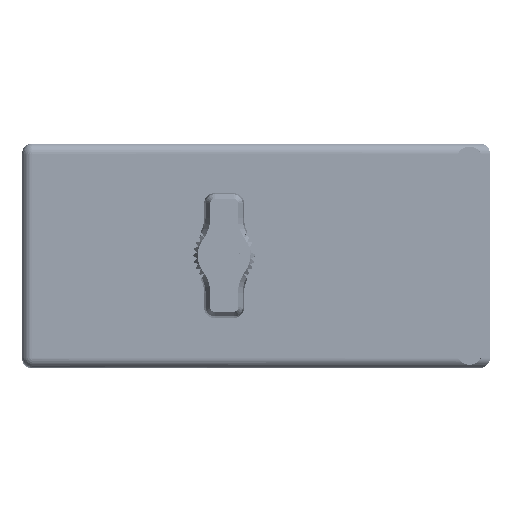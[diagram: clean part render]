
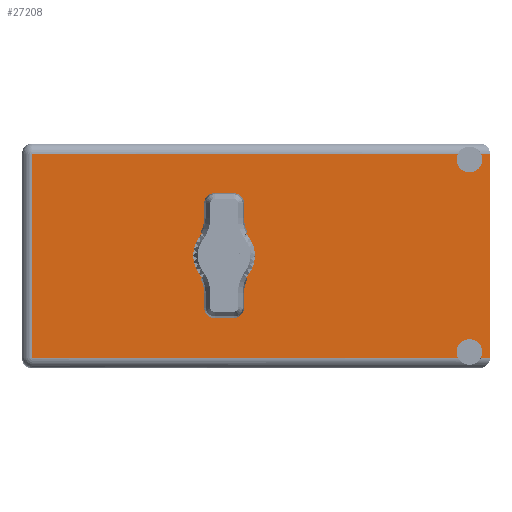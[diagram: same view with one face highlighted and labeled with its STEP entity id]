
A CAD part, top view. The second image highlights one B-rep face of the part: STEP entity #27208.
In plain terms, the highlighted face is planar.
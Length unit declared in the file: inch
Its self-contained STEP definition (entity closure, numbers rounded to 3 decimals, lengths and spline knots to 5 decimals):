
#2196 = EDGE_CURVE ( 'NONE', #9267, #93882, #11934, .T. ) ;
#2311 = VERTEX_POINT ( 'NONE', #105440 ) ;
#2467 = CARTESIAN_POINT ( 'NONE',  ( -1.3075, 1.93, -0.695 ) ) ;
#2560 = VECTOR ( 'NONE', #57762, 39.37008 ) ;
#2769 = CARTESIAN_POINT ( 'NONE',  ( 1.8125, 1.93, -0.695 ) ) ;
#4977 = DIRECTION ( 'NONE',  ( 0., 0., 1. ) ) ;
#5223 = CIRCLE ( 'NONE', #11121, 0.17 ) ;
#6428 = LINE ( 'NONE', #78004, #68085 ) ;
#6903 = DIRECTION ( 'NONE',  ( 0., 0., 1. ) ) ;
#7640 = VERTEX_POINT ( 'NONE', #99659 ) ;
#8189 = LINE ( 'NONE', #111237, #2560 ) ;
#9267 = VERTEX_POINT ( 'NONE', #13134 ) ;
#10394 = EDGE_CURVE ( 'NONE', #110974, #15366, #105168, .T. ) ;
#11121 = AXIS2_PLACEMENT_3D ( 'NONE', #55469, #54701, #28852 ) ;
#11246 = VERTEX_POINT ( 'NONE', #52996 ) ;
#11934 = CIRCLE ( 'NONE', #95023, 0.0875 ) ;
#12724 = ORIENTED_EDGE ( 'NONE', *, *, #109346, .F. ) ;
#12820 = EDGE_CURVE ( 'NONE', #55797, #23685, #66971, .T. ) ;
#13134 = CARTESIAN_POINT ( 'NONE',  ( 1.6725, 1.93, -0.5685 ) ) ;
#15366 = VERTEX_POINT ( 'NONE', #60136 ) ;
#19289 = EDGE_CURVE ( 'NONE', #7640, #43164, #85587, .T. ) ;
#20173 = CARTESIAN_POINT ( 'NONE',  ( 1.8125, 1.93, 0.695 ) ) ;
#20627 = CARTESIAN_POINT ( 'NONE',  ( -1.3775, 1.93, -0.695 ) ) ;
#22301 = DIRECTION ( 'NONE',  ( 0., 1., 0. ) ) ;
#23566 = AXIS2_PLACEMENT_3D ( 'NONE', #79649, #78508, #6903 ) ;
#23685 = VERTEX_POINT ( 'NONE', #35235 ) ;
#24450 = DIRECTION ( 'NONE',  ( 0., 0., 1. ) ) ;
#27208 = ADVANCED_FACE ( 'NONE', ( #109137, #88234 ), #112913, .T. ) ;
#28252 = EDGE_CURVE ( 'NONE', #110974, #11246, #68374, .T. ) ;
#28852 = DIRECTION ( 'NONE',  ( 0., 0., 1. ) ) ;
#29249 = DIRECTION ( 'NONE',  ( -1., 0., 0. ) ) ;
#29318 = VECTOR ( 'NONE', #29249, 39.37008 ) ;
#29447 = VERTEX_POINT ( 'NONE', #2769 ) ;
#30885 = AXIS2_PLACEMENT_3D ( 'NONE', #80118, #65262, #46870 ) ;
#32371 = VECTOR ( 'NONE', #56606, 39.37008 ) ;
#35235 = CARTESIAN_POINT ( 'NONE',  ( 0., 1.93, 0.17 ) ) ;
#36059 = CARTESIAN_POINT ( 'NONE',  ( 1.75083, 1.93, 0.695 ) ) ;
#36140 = EDGE_CURVE ( 'NONE', #15366, #43164, #85190, .T. ) ;
#38742 = ORIENTED_EDGE ( 'NONE', *, *, #114338, .T. ) ;
#38794 = CARTESIAN_POINT ( 'NONE',  ( 0., 1.93, -0.17 ) ) ;
#40993 = CARTESIAN_POINT ( 'NONE',  ( 1.6725, 1.93, -0.656 ) ) ;
#41616 = EDGE_LOOP ( 'NONE', ( #84644, #44651, #99675, #85123, #99187, #103969, #61340, #103084, #38742, #47510 ) ) ;
#43164 = VERTEX_POINT ( 'NONE', #74969 ) ;
#44651 = ORIENTED_EDGE ( 'NONE', *, *, #36140, .F. ) ;
#46870 = DIRECTION ( 'NONE',  ( 0., 0., 1. ) ) ;
#47510 = ORIENTED_EDGE ( 'NONE', *, *, #99296, .T. ) ;
#48856 = CARTESIAN_POINT ( 'NONE',  ( 1.6725, 1.93, 0.656 ) ) ;
#50053 = DIRECTION ( 'NONE',  ( 0., 0., 1. ) ) ;
#52996 = CARTESIAN_POINT ( 'NONE',  ( 1.8125, 1.93, 0.695 ) ) ;
#54701 = DIRECTION ( 'NONE',  ( 0., 1., 0. ) ) ;
#55469 = CARTESIAN_POINT ( 'NONE',  ( 0., 1.93, 0. ) ) ;
#55797 = VERTEX_POINT ( 'NONE', #38794 ) ;
#55957 = LINE ( 'NONE', #20627, #29318 ) ;
#56606 = DIRECTION ( 'NONE',  ( 1., 0., 0. ) ) ;
#57290 = VECTOR ( 'NONE', #61835, 39.37008 ) ;
#57762 = DIRECTION ( 'NONE',  ( -1., 0., 0. ) ) ;
#60136 = CARTESIAN_POINT ( 'NONE',  ( 1.6725, 1.93, 0.5685 ) ) ;
#61340 = ORIENTED_EDGE ( 'NONE', *, *, #2196, .F. ) ;
#61835 = DIRECTION ( 'NONE',  ( 1., 0., 0. ) ) ;
#65262 = DIRECTION ( 'NONE',  ( 0., 1., 0. ) ) ;
#66971 = CIRCLE ( 'NONE', #30885, 0.17 ) ;
#68085 = VECTOR ( 'NONE', #24450, 39.37008 ) ;
#68374 = LINE ( 'NONE', #79025, #57290 ) ;
#69242 = CARTESIAN_POINT ( 'NONE',  ( 1.75083, 1.93, -0.695 ) ) ;
#69492 = DIRECTION ( 'NONE',  ( 0., 0., 1. ) ) ;
#73752 = EDGE_CURVE ( 'NONE', #29447, #93882, #55957, .T. ) ;
#73958 = ORIENTED_EDGE ( 'NONE', *, *, #12820, .F. ) ;
#74969 = CARTESIAN_POINT ( 'NONE',  ( 1.59417, 1.93, 0.695 ) ) ;
#78004 = CARTESIAN_POINT ( 'NONE',  ( 1.8125, 1.93, 0.765 ) ) ;
#78508 = DIRECTION ( 'NONE',  ( 0., 1., 0. ) ) ;
#79025 = CARTESIAN_POINT ( 'NONE',  ( 1.8125, 1.93, 0.695 ) ) ;
#79649 = CARTESIAN_POINT ( 'NONE',  ( 1.6725, 1.93, -0.656 ) ) ;
#80118 = CARTESIAN_POINT ( 'NONE',  ( 0., 1.93, 0. ) ) ;
#84644 = ORIENTED_EDGE ( 'NONE', *, *, #19289, .T. ) ;
#85123 = ORIENTED_EDGE ( 'NONE', *, *, #28252, .T. ) ;
#85190 = CIRCLE ( 'NONE', #98595, 0.0875 ) ;
#85577 = DIRECTION ( 'NONE',  ( -1., 0., 0. ) ) ;
#85587 = LINE ( 'NONE', #20173, #32371 ) ;
#85970 = DIRECTION ( 'NONE',  ( 0., 1., 0. ) ) ;
#86385 = DIRECTION ( 'NONE',  ( 0., 0., 1. ) ) ;
#86777 = CARTESIAN_POINT ( 'NONE',  ( 1.6725, 1.93, 0.656 ) ) ;
#87460 = EDGE_LOOP ( 'NONE', ( #12724, #73958 ) ) ;
#87638 = AXIS2_PLACEMENT_3D ( 'NONE', #86777, #113339, #86385 ) ;
#88234 = FACE_OUTER_BOUND ( 'NONE', #41616, .T. ) ;
#88699 = CIRCLE ( 'NONE', #23566, 0.0875 ) ;
#93120 = VERTEX_POINT ( 'NONE', #2467 ) ;
#93351 = VECTOR ( 'NONE', #69492, 39.37008 ) ;
#93882 = VERTEX_POINT ( 'NONE', #69242 ) ;
#94190 = DIRECTION ( 'NONE',  ( 0., 1., 0. ) ) ;
#95023 = AXIS2_PLACEMENT_3D ( 'NONE', #40993, #94190, #4977 ) ;
#96832 = CARTESIAN_POINT ( 'NONE',  ( -1.3075, 1.93, -0.765 ) ) ;
#98595 = AXIS2_PLACEMENT_3D ( 'NONE', #48856, #22301, #50053 ) ;
#99187 = ORIENTED_EDGE ( 'NONE', *, *, #107016, .F. ) ;
#99296 = EDGE_CURVE ( 'NONE', #93120, #7640, #102031, .T. ) ;
#99659 = CARTESIAN_POINT ( 'NONE',  ( -1.3075, 1.93, 0.695 ) ) ;
#99675 = ORIENTED_EDGE ( 'NONE', *, *, #10394, .F. ) ;
#101177 = EDGE_CURVE ( 'NONE', #2311, #9267, #88699, .T. ) ;
#102031 = LINE ( 'NONE', #96832, #93351 ) ;
#103084 = ORIENTED_EDGE ( 'NONE', *, *, #101177, .F. ) ;
#103969 = ORIENTED_EDGE ( 'NONE', *, *, #73752, .T. ) ;
#105168 = CIRCLE ( 'NONE', #87638, 0.0875 ) ;
#105440 = CARTESIAN_POINT ( 'NONE',  ( 1.59417, 1.93, -0.695 ) ) ;
#107016 = EDGE_CURVE ( 'NONE', #29447, #11246, #6428, .T. ) ;
#109137 = FACE_BOUND ( 'NONE', #87460, .T. ) ;
#109346 = EDGE_CURVE ( 'NONE', #23685, #55797, #5223, .T. ) ;
#110974 = VERTEX_POINT ( 'NONE', #36059 ) ;
#111237 = CARTESIAN_POINT ( 'NONE',  ( -1.3775, 1.93, -0.695 ) ) ;
#111721 = CARTESIAN_POINT ( 'NONE',  ( -1.3775, 1.93, -0.765 ) ) ;
#112913 = PLANE ( 'NONE',  #114318 ) ;
#113339 = DIRECTION ( 'NONE',  ( 0., 1., 0. ) ) ;
#114318 = AXIS2_PLACEMENT_3D ( 'NONE', #111721, #85970, #85577 ) ;
#114338 = EDGE_CURVE ( 'NONE', #2311, #93120, #8189, .T. ) ;
